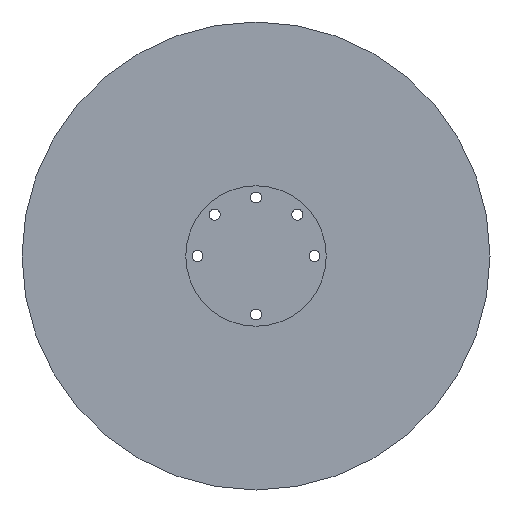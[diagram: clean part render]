
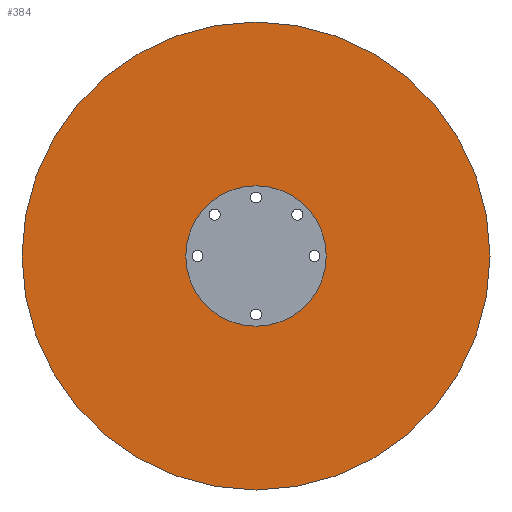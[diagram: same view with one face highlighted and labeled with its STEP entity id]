
A CAD part, front view. The second image highlights one B-rep face of the part: STEP entity #384.
In plain terms, the highlighted planar face has unit normal (0, -1, 0).
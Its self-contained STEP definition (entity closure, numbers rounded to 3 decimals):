
#67 = AXIS2_PLACEMENT_3D ( 'NONE', #792, #996, #614 ) ;
#145 = CIRCLE ( 'NONE', #1351, 22.5 ) ;
#178 = CIRCLE ( 'NONE', #1163, 22.5 ) ;
#230 = EDGE_CURVE ( 'NONE', #1040, #2263, #1967, .T. ) ;
#236 = DIRECTION ( 'NONE',  ( 0., 0., -1. ) ) ;
#371 = DIRECTION ( 'NONE',  ( 0., -1., 0. ) ) ;
#384 = ADVANCED_FACE ( 'NONE', ( #1495, #1135 ), #2234, .T. ) ;
#417 = EDGE_CURVE ( 'NONE', #571, #1383, #145, .T. ) ;
#483 = ORIENTED_EDGE ( 'NONE', *, *, #230, .T. ) ;
#571 = VERTEX_POINT ( 'NONE', #821 ) ;
#604 = DIRECTION ( 'NONE',  ( 0., -1., 0. ) ) ;
#614 = DIRECTION ( 'NONE',  ( 0., 0., -1. ) ) ;
#764 = ORIENTED_EDGE ( 'NONE', *, *, #1581, .T. ) ;
#775 = DIRECTION ( 'NONE',  ( 0., 0., -1. ) ) ;
#792 = CARTESIAN_POINT ( 'NONE',  ( 0., -50., 14.5 ) ) ;
#821 = CARTESIAN_POINT ( 'NONE',  ( 0., -50., 37. ) ) ;
#884 = CARTESIAN_POINT ( 'NONE',  ( 0., -50., -8. ) ) ;
#957 = CARTESIAN_POINT ( 'NONE',  ( 25.5, -50., 8. ) ) ;
#969 = ORIENTED_EDGE ( 'NONE', *, *, #417, .F. ) ;
#996 = DIRECTION ( 'NONE',  ( 0., -1., 0. ) ) ;
#1040 = VERTEX_POINT ( 'NONE', #1058 ) ;
#1058 = CARTESIAN_POINT ( 'NONE',  ( 0., -50., 89.5 ) ) ;
#1135 = FACE_OUTER_BOUND ( 'NONE', #1262, .T. ) ;
#1163 = AXIS2_PLACEMENT_3D ( 'NONE', #1245, #2293, #1793 ) ;
#1245 = CARTESIAN_POINT ( 'NONE',  ( 0., -50., 14.5 ) ) ;
#1262 = EDGE_LOOP ( 'NONE', ( #764, #483 ) ) ;
#1299 = ORIENTED_EDGE ( 'NONE', *, *, #2101, .F. ) ;
#1316 = CARTESIAN_POINT ( 'NONE',  ( 0., -50., 14.5 ) ) ;
#1318 = CARTESIAN_POINT ( 'NONE',  ( 0., -50., -60.5 ) ) ;
#1351 = AXIS2_PLACEMENT_3D ( 'NONE', #1316, #604, #775 ) ;
#1383 = VERTEX_POINT ( 'NONE', #884 ) ;
#1495 = FACE_BOUND ( 'NONE', #2175, .T. ) ;
#1581 = EDGE_CURVE ( 'NONE', #2263, #1040, #2225, .T. ) ;
#1665 = AXIS2_PLACEMENT_3D ( 'NONE', #1790, #371, #1990 ) ;
#1677 = DIRECTION ( 'NONE',  ( 0., -1., 0. ) ) ;
#1790 = CARTESIAN_POINT ( 'NONE',  ( 0., -50., 14.5 ) ) ;
#1793 = DIRECTION ( 'NONE',  ( 0., 0., -1. ) ) ;
#1967 = CIRCLE ( 'NONE', #1665, 75. ) ;
#1990 = DIRECTION ( 'NONE',  ( 0., 0., -1. ) ) ;
#2071 = AXIS2_PLACEMENT_3D ( 'NONE', #957, #1677, #236 ) ;
#2101 = EDGE_CURVE ( 'NONE', #1383, #571, #178, .T. ) ;
#2175 = EDGE_LOOP ( 'NONE', ( #1299, #969 ) ) ;
#2225 = CIRCLE ( 'NONE', #67, 75. ) ;
#2234 = PLANE ( 'NONE',  #2071 ) ;
#2263 = VERTEX_POINT ( 'NONE', #1318 ) ;
#2293 = DIRECTION ( 'NONE',  ( 0., -1., 0. ) ) ;
